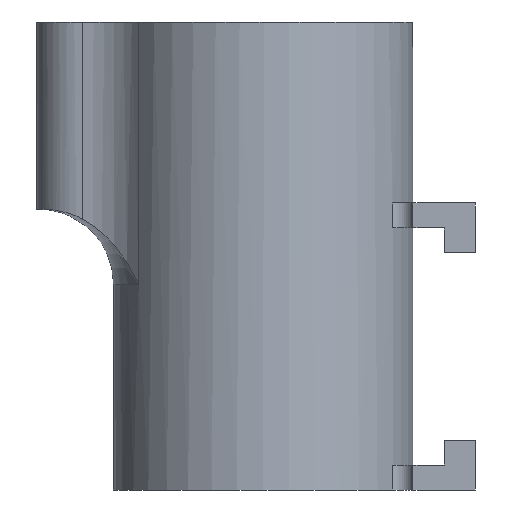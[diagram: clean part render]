
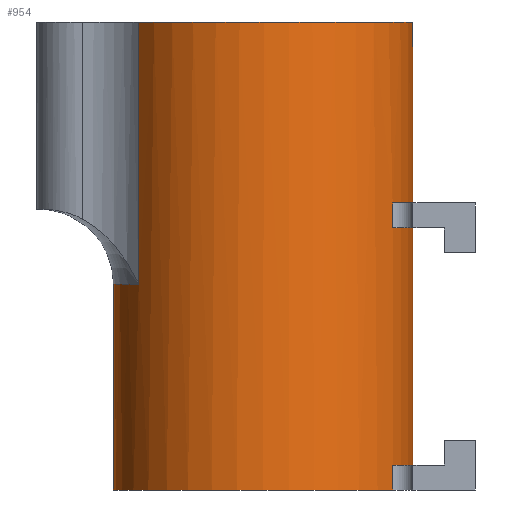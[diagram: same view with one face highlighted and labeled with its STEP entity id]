
A CAD part, front view. The second image highlights one B-rep face of the part: STEP entity #954.
In plain terms, the highlighted cylindrical face has radius 12 mm (diameter 24 mm), a partial arc.
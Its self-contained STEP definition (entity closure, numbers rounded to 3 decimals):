
#29 = AXIS2_PLACEMENT_3D ( 'NONE', #1383, #1128, #390 ) ;
#52 = DIRECTION ( 'NONE',  ( 0., 0., 1. ) ) ;
#58 = EDGE_CURVE ( 'NONE', #774, #523, #653, .T. ) ;
#70 = LINE ( 'NONE', #629, #106 ) ;
#85 = CYLINDRICAL_SURFACE ( 'NONE', #148, 12. ) ;
#102 = LINE ( 'NONE', #446, #578 ) ;
#106 = VECTOR ( 'NONE', #1022, 1000. ) ;
#124 = ORIENTED_EDGE ( 'NONE', *, *, #58, .F. ) ;
#125 = VERTEX_POINT ( 'NONE', #518 ) ;
#136 = CARTESIAN_POINT ( 'NONE',  ( 10.365, -6.046, 2. ) ) ;
#138 = CARTESIAN_POINT ( 'NONE',  ( -12., 0., 0. ) ) ;
#148 = AXIS2_PLACEMENT_3D ( 'NONE', #1169, #804, #716 ) ;
#152 = DIRECTION ( 'NONE',  ( 0., 0., -1. ) ) ;
#170 = ORIENTED_EDGE ( 'NONE', *, *, #1302, .F. ) ;
#173 = CARTESIAN_POINT ( 'NONE',  ( 0., 0., 35.5 ) ) ;
#182 = VERTEX_POINT ( 'NONE', #1502 ) ;
#189 = EDGE_CURVE ( 'NONE', #1095, #892, #1333, .T. ) ;
#203 = ORIENTED_EDGE ( 'NONE', *, *, #1348, .T. ) ;
#209 = DIRECTION ( 'NONE',  ( 0., 0., -1. ) ) ;
#215 = AXIS2_PLACEMENT_3D ( 'NONE', #173, #52, #1516 ) ;
#225 = ORIENTED_EDGE ( 'NONE', *, *, #1145, .T. ) ;
#234 = CARTESIAN_POINT ( 'NONE',  ( 12., 0., 23. ) ) ;
#259 = ORIENTED_EDGE ( 'NONE', *, *, #1421, .T. ) ;
#268 = VECTOR ( 'NONE', #1292, 1000. ) ;
#326 = CARTESIAN_POINT ( 'NONE',  ( -12., 0., 37.5 ) ) ;
#329 = VECTOR ( 'NONE', #1271, 1000. ) ;
#350 = DIRECTION ( 'NONE',  ( 0., 0., -1. ) ) ;
#390 = DIRECTION ( 'NONE',  ( 1., 0., 0. ) ) ;
#434 = VERTEX_POINT ( 'NONE', #1077 ) ;
#446 = CARTESIAN_POINT ( 'NONE',  ( 12., 0., 37.5 ) ) ;
#455 = DIRECTION ( 'NONE',  ( 0., 0., 1. ) ) ;
#503 = CARTESIAN_POINT ( 'NONE',  ( 10.365, -6.046, 2. ) ) ;
#509 = EDGE_CURVE ( 'NONE', #1437, #1411, #70, .T. ) ;
#518 = CARTESIAN_POINT ( 'NONE',  ( 11.958, -1., 37.5 ) ) ;
#523 = VERTEX_POINT ( 'NONE', #882 ) ;
#550 = DIRECTION ( 'NONE',  ( 0., 0., 1. ) ) ;
#567 = DIRECTION ( 'NONE',  ( 1., 0., 0. ) ) ;
#578 = VECTOR ( 'NONE', #831, 1000. ) ;
#580 = LINE ( 'NONE', #1195, #1487 ) ;
#599 = CARTESIAN_POINT ( 'NONE',  ( 0., 0., 2. ) ) ;
#605 = CIRCLE ( 'NONE', #1449, 12. ) ;
#629 = CARTESIAN_POINT ( 'NONE',  ( -9.978, -6.667, 37.5 ) ) ;
#653 = LINE ( 'NONE', #503, #329 ) ;
#663 = EDGE_LOOP ( 'NONE', ( #1263, #806, #203, #1060, #665, #1027, #259, #225, #124, #792, #170, #1510, #1074, #1388 ) ) ;
#665 = ORIENTED_EDGE ( 'NONE', *, *, #509, .T. ) ;
#685 = CARTESIAN_POINT ( 'NONE',  ( 0., 0., 0. ) ) ;
#686 = AXIS2_PLACEMENT_3D ( 'NONE', #1511, #550, #1407 ) ;
#696 = CARTESIAN_POINT ( 'NONE',  ( -12., 0., 16.5 ) ) ;
#698 = CARTESIAN_POINT ( 'NONE',  ( 0., 0., 23. ) ) ;
#700 = VERTEX_POINT ( 'NONE', #696 ) ;
#702 = EDGE_CURVE ( 'NONE', #905, #182, #605, .T. ) ;
#716 = DIRECTION ( 'NONE',  ( -1., 0., 0. ) ) ;
#748 = AXIS2_PLACEMENT_3D ( 'NONE', #599, #1112, #1235 ) ;
#760 = CARTESIAN_POINT ( 'NONE',  ( 12., 0., 2. ) ) ;
#774 = VERTEX_POINT ( 'NONE', #136 ) ;
#785 = CARTESIAN_POINT ( 'NONE',  ( 11.958, -1., 35.5 ) ) ;
#787 = EDGE_CURVE ( 'NONE', #1272, #774, #921, .T. ) ;
#792 = ORIENTED_EDGE ( 'NONE', *, *, #787, .F. ) ;
#804 = DIRECTION ( 'NONE',  ( 0., 0., -1. ) ) ;
#806 = ORIENTED_EDGE ( 'NONE', *, *, #189, .F. ) ;
#831 = DIRECTION ( 'NONE',  ( 0., 0., -1. ) ) ;
#834 = CIRCLE ( 'NONE', #1191, 12. ) ;
#836 = CIRCLE ( 'NONE', #686, 12. ) ;
#861 = CARTESIAN_POINT ( 'NONE',  ( -9.978, -6.667, 37.5 ) ) ;
#880 = VECTOR ( 'NONE', #152, 1000. ) ;
#882 = CARTESIAN_POINT ( 'NONE',  ( 10.365, -6.046, 0. ) ) ;
#892 = VERTEX_POINT ( 'NONE', #1470 ) ;
#905 = VERTEX_POINT ( 'NONE', #1163 ) ;
#921 = CIRCLE ( 'NONE', #748, 12. ) ;
#946 = DIRECTION ( 'NONE',  ( 1., 0., 0. ) ) ;
#954 = ADVANCED_FACE ( 'NONE', ( #1102 ), #85, .T. ) ;
#974 = CIRCLE ( 'NONE', #1380, 12. ) ;
#1022 = DIRECTION ( 'NONE',  ( 0., 0., -1. ) ) ;
#1027 = ORIENTED_EDGE ( 'NONE', *, *, #1212, .T. ) ;
#1050 = CARTESIAN_POINT ( 'NONE',  ( 10.365, -6.046, 23. ) ) ;
#1060 = ORIENTED_EDGE ( 'NONE', *, *, #1110, .F. ) ;
#1072 = CARTESIAN_POINT ( 'NONE',  ( -9.978, -6.667, 16.5 ) ) ;
#1074 = ORIENTED_EDGE ( 'NONE', *, *, #1151, .F. ) ;
#1077 = CARTESIAN_POINT ( 'NONE',  ( 10.365, -6.046, 23. ) ) ;
#1081 = VECTOR ( 'NONE', #209, 1000. ) ;
#1095 = VERTEX_POINT ( 'NONE', #785 ) ;
#1102 = FACE_OUTER_BOUND ( 'NONE', #663, .T. ) ;
#1110 = EDGE_CURVE ( 'NONE', #1437, #125, #836, .T. ) ;
#1112 = DIRECTION ( 'NONE',  ( 0., 0., -1. ) ) ;
#1128 = DIRECTION ( 'NONE',  ( 0., 0., -1. ) ) ;
#1145 = EDGE_CURVE ( 'NONE', #1577, #523, #974, .T. ) ;
#1151 = EDGE_CURVE ( 'NONE', #434, #182, #1293, .T. ) ;
#1163 = CARTESIAN_POINT ( 'NONE',  ( 12., 0., 21. ) ) ;
#1169 = CARTESIAN_POINT ( 'NONE',  ( 0., 0., 37.5 ) ) ;
#1191 = AXIS2_PLACEMENT_3D ( 'NONE', #698, #1431, #567 ) ;
#1195 = CARTESIAN_POINT ( 'NONE',  ( 11.958, -1., 37.5 ) ) ;
#1212 = EDGE_CURVE ( 'NONE', #1411, #700, #1485, .T. ) ;
#1216 = CARTESIAN_POINT ( 'NONE',  ( 0., 0., 21. ) ) ;
#1235 = DIRECTION ( 'NONE',  ( -1., 0., 0. ) ) ;
#1263 = ORIENTED_EDGE ( 'NONE', *, *, #1283, .F. ) ;
#1271 = DIRECTION ( 'NONE',  ( 0., 0., -1. ) ) ;
#1272 = VERTEX_POINT ( 'NONE', #760 ) ;
#1283 = EDGE_CURVE ( 'NONE', #892, #1492, #1405, .T. ) ;
#1292 = DIRECTION ( 'NONE',  ( 0., 0., -1. ) ) ;
#1293 = LINE ( 'NONE', #1050, #268 ) ;
#1302 = EDGE_CURVE ( 'NONE', #905, #1272, #102, .T. ) ;
#1304 = EDGE_CURVE ( 'NONE', #1492, #434, #834, .T. ) ;
#1308 = DIRECTION ( 'NONE',  ( 1., 0., 0. ) ) ;
#1333 = CIRCLE ( 'NONE', #215, 12. ) ;
#1348 = EDGE_CURVE ( 'NONE', #1095, #125, #580, .T. ) ;
#1349 = CARTESIAN_POINT ( 'NONE',  ( 12., 0., 37.5 ) ) ;
#1380 = AXIS2_PLACEMENT_3D ( 'NONE', #685, #1545, #946 ) ;
#1383 = CARTESIAN_POINT ( 'NONE',  ( 0., 0., 16.5 ) ) ;
#1388 = ORIENTED_EDGE ( 'NONE', *, *, #1304, .F. ) ;
#1403 = LINE ( 'NONE', #326, #1081 ) ;
#1405 = LINE ( 'NONE', #1349, #880 ) ;
#1407 = DIRECTION ( 'NONE',  ( 1., 0., 0. ) ) ;
#1411 = VERTEX_POINT ( 'NONE', #1072 ) ;
#1421 = EDGE_CURVE ( 'NONE', #700, #1577, #1403, .T. ) ;
#1431 = DIRECTION ( 'NONE',  ( 0., 0., -1. ) ) ;
#1437 = VERTEX_POINT ( 'NONE', #861 ) ;
#1449 = AXIS2_PLACEMENT_3D ( 'NONE', #1216, #350, #1308 ) ;
#1470 = CARTESIAN_POINT ( 'NONE',  ( 12., 0., 35.5 ) ) ;
#1485 = CIRCLE ( 'NONE', #29, 12. ) ;
#1487 = VECTOR ( 'NONE', #455, 1000. ) ;
#1492 = VERTEX_POINT ( 'NONE', #234 ) ;
#1502 = CARTESIAN_POINT ( 'NONE',  ( 10.365, -6.046, 21. ) ) ;
#1510 = ORIENTED_EDGE ( 'NONE', *, *, #702, .T. ) ;
#1511 = CARTESIAN_POINT ( 'NONE',  ( 0., 0., 37.5 ) ) ;
#1516 = DIRECTION ( 'NONE',  ( 1., 0., 0. ) ) ;
#1545 = DIRECTION ( 'NONE',  ( 0., 0., 1. ) ) ;
#1577 = VERTEX_POINT ( 'NONE', #138 ) ;
